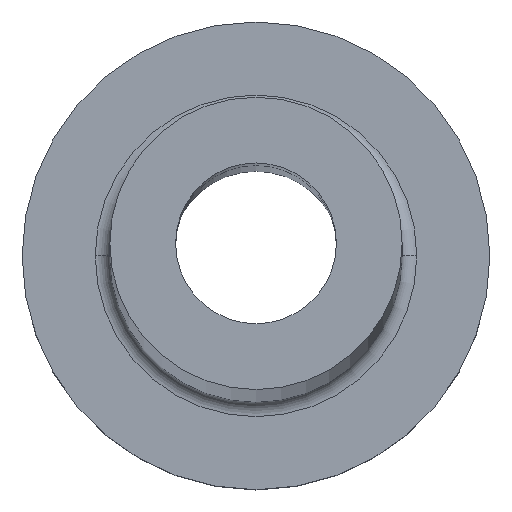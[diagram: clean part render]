
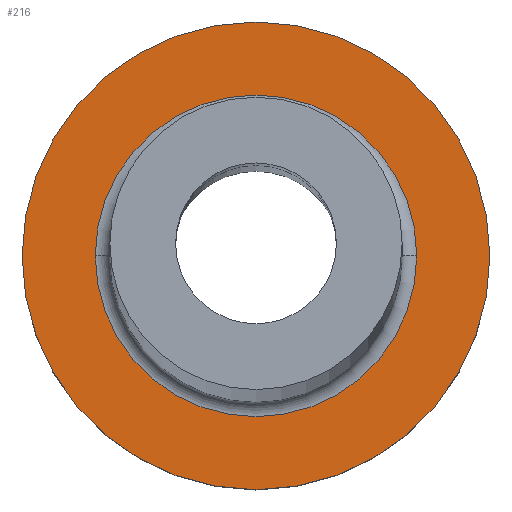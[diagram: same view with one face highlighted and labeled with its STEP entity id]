
A CAD part, top view. The second image highlights one B-rep face of the part: STEP entity #216.
In plain terms, the highlighted planar face has unit normal (0, 0, 1).
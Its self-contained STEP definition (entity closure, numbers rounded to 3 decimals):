
#2 = ORIENTED_EDGE ( 'NONE', *, *, #73, .T. ) ;
#5 = ORIENTED_EDGE ( 'NONE', *, *, #151, .T. ) ;
#6 = CIRCLE ( 'NONE', #268, 5.5 ) ;
#7 = CARTESIAN_POINT ( 'NONE',  ( 0., 0., 5. ) ) ;
#14 = CARTESIAN_POINT ( 'NONE',  ( 5.5, 0., 5. ) ) ;
#42 = DIRECTION ( 'NONE',  ( 0., 0., -1. ) ) ;
#50 = DIRECTION ( 'NONE',  ( 1., 0., 0. ) ) ;
#51 = CARTESIAN_POINT ( 'NONE',  ( 8., 0., 5. ) ) ;
#53 = CARTESIAN_POINT ( 'NONE',  ( -8., 0., 5. ) ) ;
#73 = EDGE_CURVE ( 'NONE', #256, #208, #342, .T. ) ;
#76 = EDGE_LOOP ( 'NONE', ( #5, #312 ) ) ;
#77 = CARTESIAN_POINT ( 'NONE',  ( 0., 0., 5. ) ) ;
#97 = DIRECTION ( 'NONE',  ( 1., 0., 0. ) ) ;
#99 = CARTESIAN_POINT ( 'NONE',  ( 0., 0., 5. ) ) ;
#107 = ORIENTED_EDGE ( 'NONE', *, *, #446, .T. ) ;
#114 = DIRECTION ( 'NONE',  ( 1., 0., 0. ) ) ;
#136 = FACE_BOUND ( 'NONE', #76, .T. ) ;
#138 = FACE_OUTER_BOUND ( 'NONE', #176, .T. ) ;
#142 = VERTEX_POINT ( 'NONE', #14 ) ;
#148 = DIRECTION ( 'NONE',  ( 1., 0., 0. ) ) ;
#151 = EDGE_CURVE ( 'NONE', #142, #352, #6, .T. ) ;
#161 = AXIS2_PLACEMENT_3D ( 'NONE', #99, #416, #97 ) ;
#164 = PLANE ( 'NONE',  #161 ) ;
#176 = EDGE_LOOP ( 'NONE', ( #2, #107 ) ) ;
#182 = DIRECTION ( 'NONE',  ( 0., 0., 1. ) ) ;
#208 = VERTEX_POINT ( 'NONE', #51 ) ;
#216 = ADVANCED_FACE ( 'NONE', ( #136, #138 ), #164, .T. ) ;
#238 = CARTESIAN_POINT ( 'NONE',  ( -5.5, 0., 5. ) ) ;
#247 = AXIS2_PLACEMENT_3D ( 'NONE', #271, #42, #114 ) ;
#256 = VERTEX_POINT ( 'NONE', #53 ) ;
#268 = AXIS2_PLACEMENT_3D ( 'NONE', #7, #436, #398 ) ;
#271 = CARTESIAN_POINT ( 'NONE',  ( 0., 0., 5. ) ) ;
#272 = EDGE_CURVE ( 'NONE', #352, #142, #447, .T. ) ;
#277 = AXIS2_PLACEMENT_3D ( 'NONE', #343, #444, #50 ) ;
#312 = ORIENTED_EDGE ( 'NONE', *, *, #272, .T. ) ;
#333 = AXIS2_PLACEMENT_3D ( 'NONE', #77, #182, #148 ) ;
#342 = CIRCLE ( 'NONE', #333, 8. ) ;
#343 = CARTESIAN_POINT ( 'NONE',  ( 0., 0., 5. ) ) ;
#352 = VERTEX_POINT ( 'NONE', #238 ) ;
#398 = DIRECTION ( 'NONE',  ( 1., 0., 0. ) ) ;
#416 = DIRECTION ( 'NONE',  ( 0., 0., 1. ) ) ;
#436 = DIRECTION ( 'NONE',  ( 0., 0., -1. ) ) ;
#443 = CIRCLE ( 'NONE', #277, 8. ) ;
#444 = DIRECTION ( 'NONE',  ( 0., 0., 1. ) ) ;
#446 = EDGE_CURVE ( 'NONE', #208, #256, #443, .T. ) ;
#447 = CIRCLE ( 'NONE', #247, 5.5 ) ;
